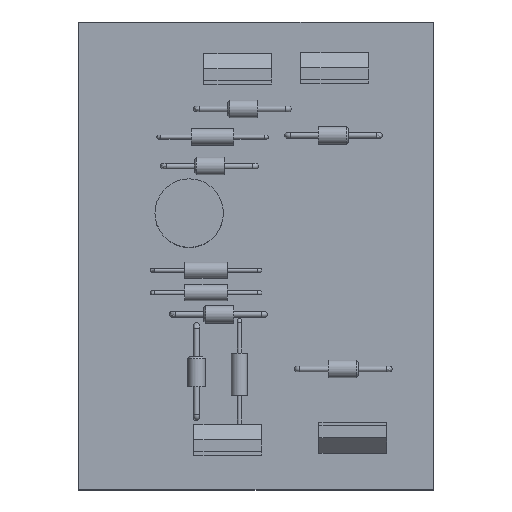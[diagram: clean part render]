
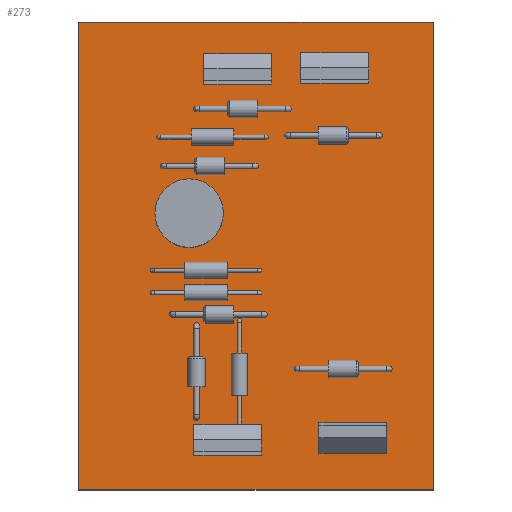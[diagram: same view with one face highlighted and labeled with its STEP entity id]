
A CAD part, top view. The second image highlights one B-rep face of the part: STEP entity #273.
In plain terms, the highlighted planar face has unit normal (0, 0, 1).
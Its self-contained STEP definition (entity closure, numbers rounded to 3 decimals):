
#112 = VERTEX_POINT('',#113);
#113 = CARTESIAN_POINT('',(0.254,0.,0.411));
#119 = EDGE_CURVE('',#112,#120,#122,.T.);
#120 = VERTEX_POINT('',#121);
#121 = CARTESIAN_POINT('',(0.254,71.628,0.411));
#122 = LINE('',#123,#124);
#123 = CARTESIAN_POINT('',(0.254,0.,0.411));
#124 = VECTOR('',#125,1.);
#125 = DIRECTION('',(0.,1.,0.));
#150 = EDGE_CURVE('',#120,#151,#153,.T.);
#151 = VERTEX_POINT('',#152);
#152 = CARTESIAN_POINT('',(0.381,71.755,0.411));
#153 = LINE('',#154,#155);
#154 = CARTESIAN_POINT('',(0.254,71.628,0.411));
#155 = VECTOR('',#156,1.);
#156 = DIRECTION('',(0.707,0.707,0.));
#181 = EDGE_CURVE('',#151,#182,#184,.T.);
#182 = VERTEX_POINT('',#183);
#183 = CARTESIAN_POINT('',(54.61,71.755,0.411));
#184 = LINE('',#185,#186);
#185 = CARTESIAN_POINT('',(0.381,71.755,0.411));
#186 = VECTOR('',#187,1.);
#187 = DIRECTION('',(1.,0.,0.));
#212 = EDGE_CURVE('',#182,#213,#215,.T.);
#213 = VERTEX_POINT('',#214);
#214 = CARTESIAN_POINT('',(54.61,0.,0.411));
#215 = LINE('',#216,#217);
#216 = CARTESIAN_POINT('',(54.61,71.755,0.411));
#217 = VECTOR('',#218,1.);
#218 = DIRECTION('',(0.,-1.,0.));
#243 = EDGE_CURVE('',#213,#112,#244,.T.);
#244 = LINE('',#245,#246);
#245 = CARTESIAN_POINT('',(54.61,0.,0.411));
#246 = VECTOR('',#247,1.);
#247 = DIRECTION('',(-1.,0.,0.));
#273 = ADVANCED_FACE('',(#274),#281,.T.);
#274 = FACE_BOUND('',#275,.F.);
#275 = EDGE_LOOP('',(#276,#277,#278,#279,#280));
#276 = ORIENTED_EDGE('',*,*,#119,.T.);
#277 = ORIENTED_EDGE('',*,*,#150,.T.);
#278 = ORIENTED_EDGE('',*,*,#181,.T.);
#279 = ORIENTED_EDGE('',*,*,#212,.T.);
#280 = ORIENTED_EDGE('',*,*,#243,.T.);
#281 = PLANE('',#282);
#282 = AXIS2_PLACEMENT_3D('',#283,#284,#285);
#283 = CARTESIAN_POINT('',(0.254,0.,0.411));
#284 = DIRECTION('',(0.,0.,1.));
#285 = DIRECTION('',(1.,0.,0.));
